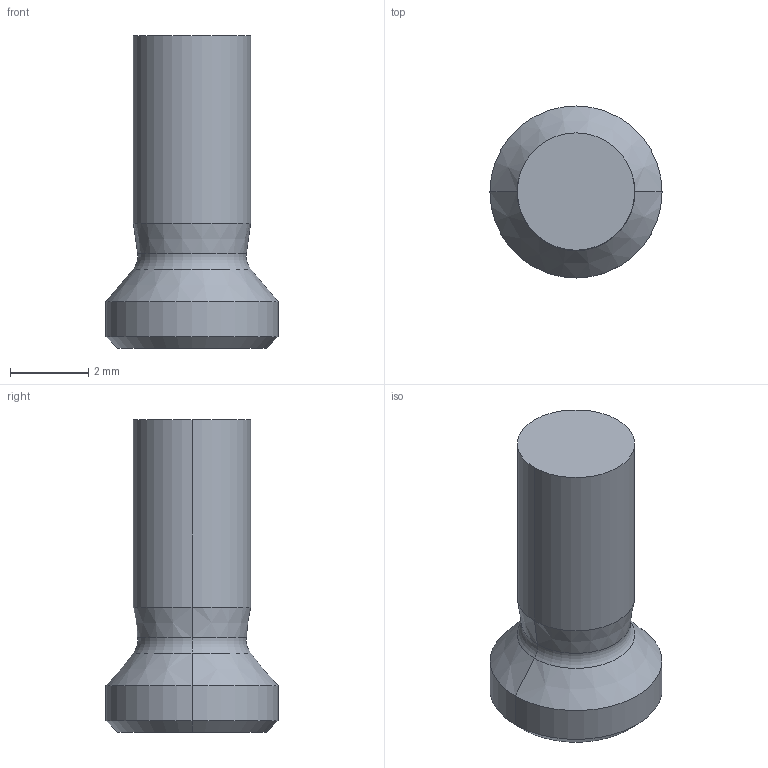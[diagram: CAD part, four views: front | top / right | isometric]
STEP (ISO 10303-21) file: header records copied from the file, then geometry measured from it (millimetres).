
FILE_DESCRIPTION(/* description */ (''),/* implementation_level */ '2;1');
FILE_NAME(/* name */ 'TPS3SB.stp',/* time_stamp */ '2022-02-03T10:32:27+09:00',/* author */ (''),/* organization */ (''),/* preprocessor_version */ 'ST-DEVELOPER v16',/* originating_system */ 'SIEMENS PLM Software NX 10.0',/* authorisation */ '');
FILE_SCHEMA (('AUTOMOTIVE_DESIGN { 1 0 10303 214 3 1 1 1 }'));
Length unit declared in the file: millimetre
Products named in the file (1): TPS3SB
Bounding box: 4.4 x 4.4 x 8 mm (x, y, z)
Volume: 60.5 mm3; surface area: 120.1 mm2
Topology: 1 solids, 1 shells, 28 faces, 68 edges, 42 vertices
Faces by surface type: extrusion 12, cone 6, cylinder 4, plane 2, torus 2, sphere 2
Entity records: 1553 total; most frequent: CARTESIAN_POINT 859, ORIENTED_EDGE 132, DIRECTION 132, EDGE_CURVE 66, AXIS2_PLACEMENT_3D 49, VERTEX_POINT 41, VECTOR 34, EDGE_LOOP 29
